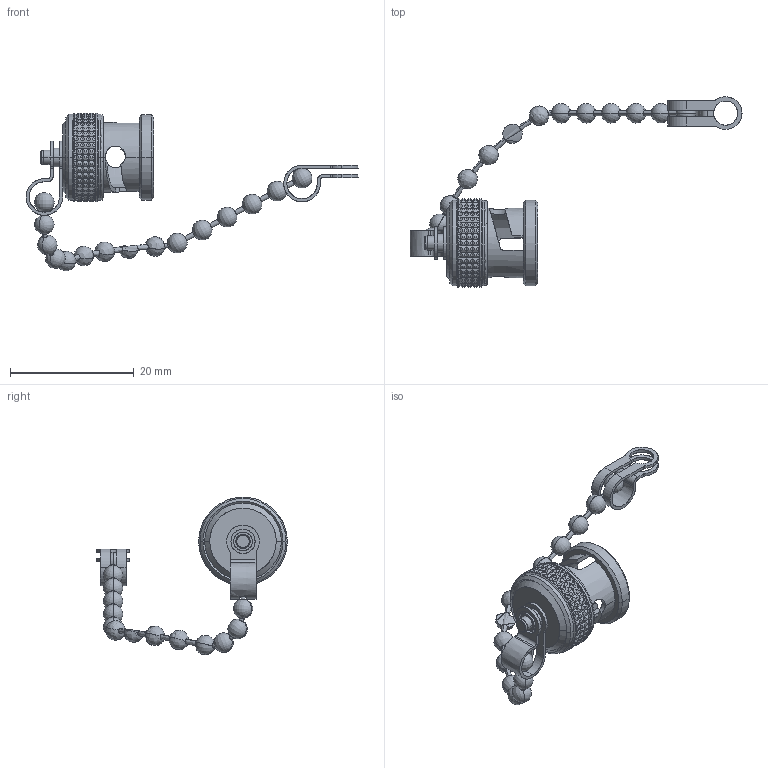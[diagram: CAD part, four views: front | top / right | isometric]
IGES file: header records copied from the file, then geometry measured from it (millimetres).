
Start section: SolidWorks IGES file using analytic representation for surfaces
Global section: file name: R141.812.000W.IGS; native system: SolidWorks 2011; preprocessor: SolidWorks 2011; author: zhang_x; date: 120423.104908; units: millimetre
Bounding box: 53.67 x 30.79 x 25.49 mm (x, y, z)
Surface area: 2284.7 mm2 (no closed solid volume)
Topology: 0 solids, 0 shells, 1195 faces, 7327 edges, 7230 vertices
Faces by surface type: revolution 605, bspline 590
